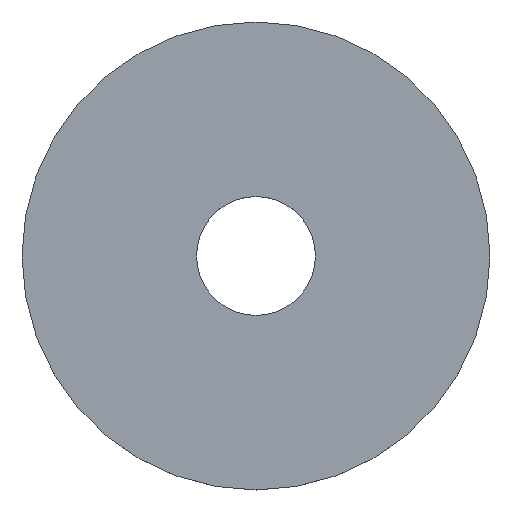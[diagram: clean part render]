
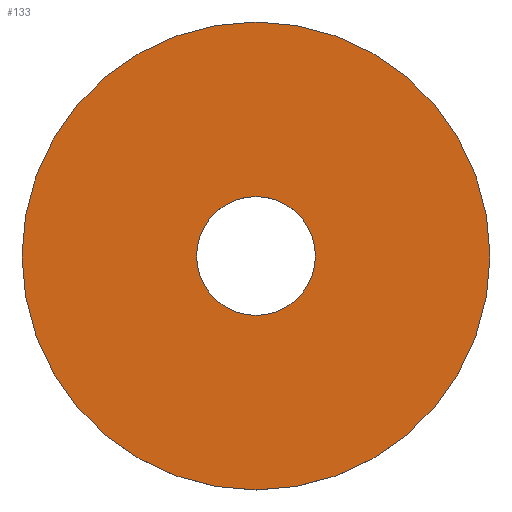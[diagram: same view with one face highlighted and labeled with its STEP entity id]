
A CAD part, top view. The second image highlights one B-rep face of the part: STEP entity #133.
In plain terms, the highlighted planar face has unit normal (0, 0, 1).
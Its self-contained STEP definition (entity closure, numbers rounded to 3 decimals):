
#13 = AXIS2_PLACEMENT_3D ( 'NONE', #91, #100, #60 ) ;
#18 = ORIENTED_EDGE ( 'NONE', *, *, #149, .F. ) ;
#31 = DIRECTION ( 'NONE',  ( 0., 1., 0. ) ) ;
#36 = VERTEX_POINT ( 'NONE', #99 ) ;
#47 = PLANE ( 'NONE',  #163 ) ;
#59 = FACE_BOUND ( 'NONE', #73, .T. ) ;
#60 = DIRECTION ( 'NONE',  ( 0., 1., 0. ) ) ;
#73 = EDGE_LOOP ( 'NONE', ( #143 ) ) ;
#74 = DIRECTION ( 'NONE',  ( 0., -1., 0. ) ) ;
#87 = EDGE_CURVE ( 'NONE', #36, #36, #126, .T. ) ;
#89 = AXIS2_PLACEMENT_3D ( 'NONE', #95, #141, #31 ) ;
#91 = CARTESIAN_POINT ( 'NONE',  ( 0., 0., 2.5 ) ) ;
#95 = CARTESIAN_POINT ( 'NONE',  ( 0., 0., 2.5 ) ) ;
#96 = CARTESIAN_POINT ( 'NONE',  ( 0., 8., 2.5 ) ) ;
#99 = CARTESIAN_POINT ( 'NONE',  ( 0., 8., 2.5 ) ) ;
#100 = DIRECTION ( 'NONE',  ( 0., 0., -1. ) ) ;
#123 = CARTESIAN_POINT ( 'NONE',  ( 0., 31.5, 2.5 ) ) ;
#126 = CIRCLE ( 'NONE', #89, 8. ) ;
#131 = EDGE_LOOP ( 'NONE', ( #18 ) ) ;
#133 = ADVANCED_FACE ( 'NONE', ( #59, #158 ), #47, .T. ) ;
#141 = DIRECTION ( 'NONE',  ( 0., 0., -1. ) ) ;
#143 = ORIENTED_EDGE ( 'NONE', *, *, #87, .T. ) ;
#146 = CIRCLE ( 'NONE', #13, 31.5 ) ;
#149 = EDGE_CURVE ( 'NONE', #165, #165, #146, .T. ) ;
#158 = FACE_OUTER_BOUND ( 'NONE', #131, .T. ) ;
#160 = DIRECTION ( 'NONE',  ( 0., 0., 1. ) ) ;
#163 = AXIS2_PLACEMENT_3D ( 'NONE', #96, #160, #74 ) ;
#165 = VERTEX_POINT ( 'NONE', #123 ) ;
